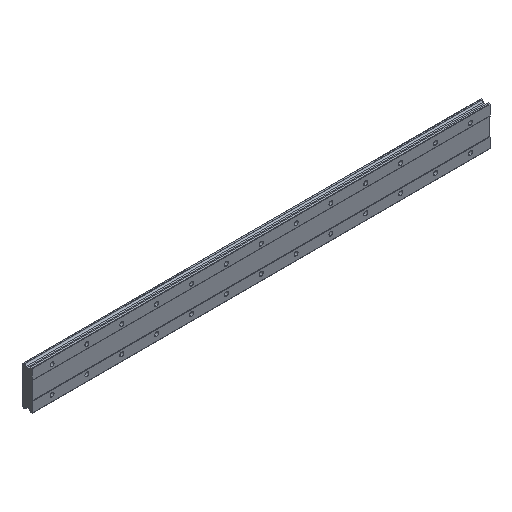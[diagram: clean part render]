
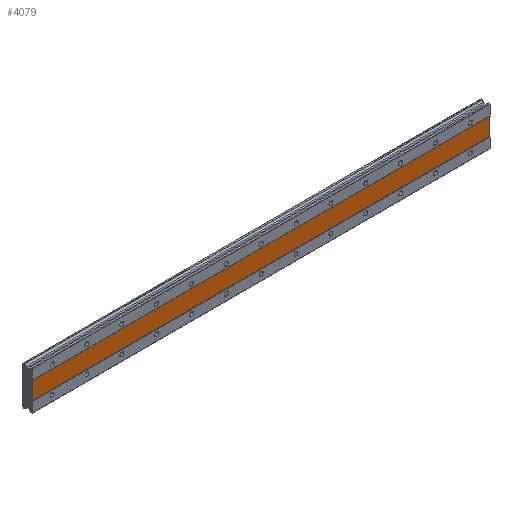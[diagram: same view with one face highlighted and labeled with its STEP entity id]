
A CAD part, isometric view. The second image highlights one B-rep face of the part: STEP entity #4079.
In plain terms, the highlighted planar face has unit normal (0, -1, 0).
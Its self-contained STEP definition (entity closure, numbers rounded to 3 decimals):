
#23 = CARTESIAN_POINT ( 'NONE',  ( -45., 1., 20. ) ) ;
#33 = CARTESIAN_POINT ( 'NONE',  ( 1005., 1., 20. ) ) ;
#77 = CARTESIAN_POINT ( 'NONE',  ( 1005., 1., -20. ) ) ;
#273 = CARTESIAN_POINT ( 'NONE',  ( 1005., 1., -20. ) ) ;
#357 = ORIENTED_EDGE ( 'NONE', *, *, #1426, .F. ) ;
#360 = EDGE_CURVE ( 'NONE', #3635, #4573, #4668, .T. ) ;
#471 = VECTOR ( 'NONE', #4345, 1000. ) ;
#764 = DIRECTION ( 'NONE',  ( 0., 0., 1. ) ) ;
#879 = DIRECTION ( 'NONE',  ( -1., 0., 0. ) ) ;
#1257 = FACE_OUTER_BOUND ( 'NONE', #1263, .T. ) ;
#1263 = EDGE_LOOP ( 'NONE', ( #4650, #4935, #357, #1550 ) ) ;
#1309 = CARTESIAN_POINT ( 'NONE',  ( 1005., 1., 20. ) ) ;
#1356 = LINE ( 'NONE', #1309, #4349 ) ;
#1404 = AXIS2_PLACEMENT_3D ( 'NONE', #33, #2043, #764 ) ;
#1426 = EDGE_CURVE ( 'NONE', #4573, #3766, #1922, .T. ) ;
#1430 = VERTEX_POINT ( 'NONE', #273 ) ;
#1550 = ORIENTED_EDGE ( 'NONE', *, *, #360, .F. ) ;
#1643 = CARTESIAN_POINT ( 'NONE',  ( -45., 1., -20. ) ) ;
#1686 = EDGE_CURVE ( 'NONE', #1430, #3635, #1980, .T. ) ;
#1797 = VECTOR ( 'NONE', #879, 1000. ) ;
#1922 = LINE ( 'NONE', #2683, #471 ) ;
#1980 = LINE ( 'NONE', #77, #1797 ) ;
#2043 = DIRECTION ( 'NONE',  ( 0., 1., 0. ) ) ;
#2348 = PLANE ( 'NONE',  #1404 ) ;
#2683 = CARTESIAN_POINT ( 'NONE',  ( 1005., 1., 20. ) ) ;
#3231 = CARTESIAN_POINT ( 'NONE',  ( 1005., 1., 20. ) ) ;
#3495 = DIRECTION ( 'NONE',  ( 0., 0., 1. ) ) ;
#3635 = VERTEX_POINT ( 'NONE', #1643 ) ;
#3766 = VERTEX_POINT ( 'NONE', #3231 ) ;
#3858 = EDGE_CURVE ( 'NONE', #3766, #1430, #1356, .T. ) ;
#4079 = ADVANCED_FACE ( 'NONE', ( #1257 ), #2348, .F. ) ;
#4119 = DIRECTION ( 'NONE',  ( 0., 0., -1. ) ) ;
#4263 = CARTESIAN_POINT ( 'NONE',  ( -45., 1., 20. ) ) ;
#4345 = DIRECTION ( 'NONE',  ( 1., 0., 0. ) ) ;
#4349 = VECTOR ( 'NONE', #4119, 1000. ) ;
#4573 = VERTEX_POINT ( 'NONE', #23 ) ;
#4650 = ORIENTED_EDGE ( 'NONE', *, *, #1686, .F. ) ;
#4668 = LINE ( 'NONE', #4263, #5129 ) ;
#4935 = ORIENTED_EDGE ( 'NONE', *, *, #3858, .F. ) ;
#5129 = VECTOR ( 'NONE', #3495, 1000. ) ;
